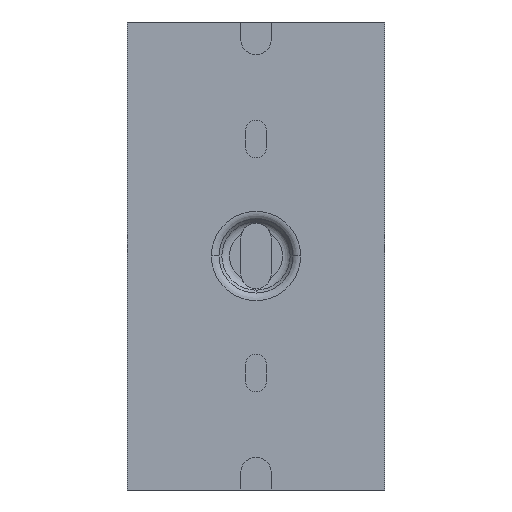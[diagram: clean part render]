
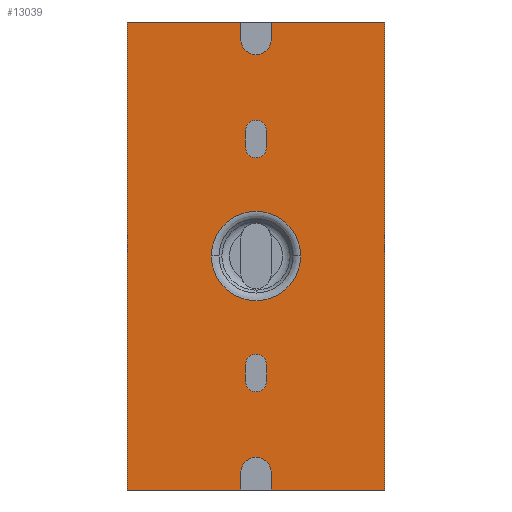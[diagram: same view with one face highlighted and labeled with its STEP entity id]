
A CAD part, front view. The second image highlights one B-rep face of the part: STEP entity #13039.
In plain terms, the highlighted planar face has unit normal (0, -1, 0).
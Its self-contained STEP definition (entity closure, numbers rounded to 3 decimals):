
#3527=DIRECTION('',(0.,0.,1.));
#3528=VECTOR('',#3527,100.);
#3529=CARTESIAN_POINT('',(20.,-72.2,900.));
#3530=LINE('',#3529,#3528);
#3814=DIRECTION('',(-1.,0.,0.));
#3815=VECTOR('',#3814,24.25);
#3816=CARTESIAN_POINT('',(20.,-72.2,1000.));
#3817=LINE('',#3816,#3815);
#3870=DIRECTION('',(-1.,0.,0.));
#3871=VECTOR('',#3870,24.25);
#3872=CARTESIAN_POINT('',(-10.75,-72.2,900.));
#3873=LINE('',#3872,#3871);
#3877=DIRECTION('',(0.,0.,1.));
#3878=VECTOR('',#3877,100.);
#3879=CARTESIAN_POINT('',(-35.,-72.2,900.));
#3880=LINE('',#3879,#3878);
#3884=CARTESIAN_POINT('',(-7.5,-72.2,996.25));
#3885=DIRECTION('',(0.,-1.,0.));
#3886=DIRECTION('',(-1.,0.,0.));
#3887=AXIS2_PLACEMENT_3D('',#3884,#3885,#3886);
#3892=CARTESIAN_POINT('',(-7.5,-72.2,996.25));
#3893=DIRECTION('',(0.,-1.,0.));
#3894=DIRECTION('',(0.,0.,-1.));
#3895=AXIS2_PLACEMENT_3D('',#3892,#3893,#3894);
#3900=DIRECTION('',(-1.,0.,0.));
#3901=VECTOR('',#3900,24.25);
#3902=CARTESIAN_POINT('',(20.,-72.2,900.));
#3903=LINE('',#3902,#3901);
#3907=CARTESIAN_POINT('',(-7.5,-72.2,903.75));
#3908=DIRECTION('',(0.,-1.,0.));
#3909=DIRECTION('',(1.,0.,0.));
#3910=AXIS2_PLACEMENT_3D('',#3907,#3908,#3909);
#3915=CARTESIAN_POINT('',(-7.5,-72.2,903.75));
#3916=DIRECTION('',(0.,-1.,0.));
#3917=DIRECTION('',(0.,0.,1.));
#3918=AXIS2_PLACEMENT_3D('',#3915,#3916,#3917);
#3923=CARTESIAN_POINT('',(-7.5,-72.2,
950.));
#3924=DIRECTION('',(0.,-1.,0.));
#3925=DIRECTION('',(1.,0.,0.));
#3926=AXIS2_PLACEMENT_3D('',#3923,#3924,#3925);
#3931=CARTESIAN_POINT('',(-7.5,-72.2,
950.));
#3932=DIRECTION('',(0.,-1.,0.));
#3933=DIRECTION('',(-1.,0.,0.));
#3934=AXIS2_PLACEMENT_3D('',#3931,#3932,#3933);
#3939=CARTESIAN_POINT('',(-7.5,-72.2,976.75));
#3940=DIRECTION('',(0.,-1.,0.));
#3941=DIRECTION('',(1.,0.,0.));
#3942=AXIS2_PLACEMENT_3D('',#3939,#3940,#3941);
#3947=CARTESIAN_POINT('',(-7.5,-72.2,976.75));
#3948=DIRECTION('',(0.,-1.,0.));
#3949=DIRECTION('',(0.,0.,1.));
#3950=AXIS2_PLACEMENT_3D('',#3947,#3948,#3949);
#3955=CARTESIAN_POINT('',(-7.5,-72.2,973.25));
#3956=DIRECTION('',(0.,-1.,0.));
#3957=DIRECTION('',(-1.,0.,0.));
#3958=AXIS2_PLACEMENT_3D('',#3955,#3956,#3957);
#3963=CARTESIAN_POINT('',(-7.5,-72.2,973.25));
#3964=DIRECTION('',(0.,-1.,0.));
#3965=DIRECTION('',(0.,0.,-1.));
#3966=AXIS2_PLACEMENT_3D('',#3963,#3964,#3965);
#3971=CARTESIAN_POINT('',(-7.5,-72.2,926.75));
#3972=DIRECTION('',(0.,-1.,0.));
#3973=DIRECTION('',(1.,0.,0.));
#3974=AXIS2_PLACEMENT_3D('',#3971,#3972,#3973);
#3979=CARTESIAN_POINT('',(-7.5,-72.2,926.75));
#3980=DIRECTION('',(0.,-1.,0.));
#3981=DIRECTION('',(0.,0.,1.));
#3982=AXIS2_PLACEMENT_3D('',#3979,#3980,#3981);
#3987=CARTESIAN_POINT('',(-7.5,-72.2,923.25));
#3988=DIRECTION('',(0.,-1.,0.));
#3989=DIRECTION('',(-1.,0.,0.));
#3990=AXIS2_PLACEMENT_3D('',#3987,#3988,#3989);
#3995=CARTESIAN_POINT('',(-7.5,-72.2,923.25));
#3996=DIRECTION('',(0.,-1.,0.));
#3997=DIRECTION('',(0.,0.,-1.));
#3998=AXIS2_PLACEMENT_3D('',#3995,#3996,#3997);
#4227=DIRECTION('',(-1.,0.,0.));
#4228=VECTOR('',#4227,24.25);
#4229=CARTESIAN_POINT('',(-10.75,-72.2,1000.));
#4230=LINE('',#4229,#4228);
#7228=DIRECTION('',(0.,0.,1.));
#7229=VECTOR('',#7228,3.75);
#7230=CARTESIAN_POINT('',(-10.75,-72.2,996.25));
#7231=LINE('',#7230,#7229);
#7256=DIRECTION('',(0.,0.,-1.));
#7257=VECTOR('',#7256,3.75);
#7258=CARTESIAN_POINT('',(-4.25,-72.2,1000.));
#7259=LINE('',#7258,#7257);
#7270=DIRECTION('',(0.,0.,1.));
#7271=VECTOR('',#7270,3.75);
#7272=CARTESIAN_POINT('',(-10.75,-72.2,900.));
#7273=LINE('',#7272,#7271);
#7291=DIRECTION('',(0.,0.,-1.));
#7292=VECTOR('',#7291,3.75);
#7293=CARTESIAN_POINT('',(-4.25,-72.2,903.75));
#7294=LINE('',#7293,#7292);
#8837=DIRECTION('',(0.,0.,1.));
#8838=VECTOR('',#8837,3.5);
#8839=CARTESIAN_POINT('',(-9.75,-72.2,973.25));
#8840=LINE('',#8839,#8838);
#8858=DIRECTION('',(0.,0.,-1.));
#8859=VECTOR('',#8858,3.5);
#8860=CARTESIAN_POINT('',(-5.25,-72.2,976.75));
#8861=LINE('',#8860,#8859);
#9327=DIRECTION('',(0.,0.,1.));
#9328=VECTOR('',#9327,3.5);
#9329=CARTESIAN_POINT('',(-9.75,-72.2,923.25));
#9330=LINE('',#9329,#9328);
#9348=DIRECTION('',(0.,0.,-1.));
#9349=VECTOR('',#9348,3.5);
#9350=CARTESIAN_POINT('',(-5.25,-72.2,926.75));
#9351=LINE('',#9350,#9349);
#11301=CARTESIAN_POINT('',(20.,-72.2,1000.));
#11303=VERTEX_POINT('',#11301);
#11378=CARTESIAN_POINT('',(20.,-72.2,900.));
#11379=VERTEX_POINT('',#11378);
#11456=CARTESIAN_POINT('',(-4.25,-72.2,1000.));
#11457=VERTEX_POINT('',#11456);
#11472=CARTESIAN_POINT('',(-10.75,-72.2,900.));
#11473=CARTESIAN_POINT('',(-35.,-72.2,900.));
#11474=VERTEX_POINT('',#11472);
#11475=VERTEX_POINT('',#11473);
#11476=CARTESIAN_POINT('',(-35.,-72.2,1000.));
#11477=VERTEX_POINT('',#11476);
#11478=CARTESIAN_POINT('',(-10.75,-72.2,1000.));
#11479=VERTEX_POINT('',#11478);
#11480=CARTESIAN_POINT('',(-10.75,-72.2,996.25));
#11481=VERTEX_POINT('',#11480);
#11482=CARTESIAN_POINT('',(-7.5,-72.2,993.));
#11483=VERTEX_POINT('',#11482);
#11484=CARTESIAN_POINT('',(-4.25,-72.2,996.25));
#11485=VERTEX_POINT('',#11484);
#11486=CARTESIAN_POINT('',(-4.25,-72.2,900.));
#11487=VERTEX_POINT('',#11486);
#11488=CARTESIAN_POINT('',(-4.25,-72.2,903.75));
#11489=VERTEX_POINT('',#11488);
#11490=CARTESIAN_POINT('',(-7.5,-72.2,907.));
#11491=VERTEX_POINT('',#11490);
#11492=CARTESIAN_POINT('',(-10.75,-72.2,903.75));
#11493=VERTEX_POINT('',#11492);
#11494=CARTESIAN_POINT('',(2.032,-72.2,
950.));
#11495=CARTESIAN_POINT('',(-17.032,-72.2,
950.));
#11496=VERTEX_POINT('',#11494);
#11497=VERTEX_POINT('',#11495);
#11498=CARTESIAN_POINT('',(-5.25,-72.2,976.75));
#11499=CARTESIAN_POINT('',(-5.25,-72.2,973.25));
#11500=VERTEX_POINT('',#11498);
#11501=VERTEX_POINT('',#11499);
#11502=CARTESIAN_POINT('',(-7.5,-72.2,979.));
#11503=VERTEX_POINT('',#11502);
#11504=CARTESIAN_POINT('',(-9.75,-72.2,976.75));
#11505=VERTEX_POINT('',#11504);
#11506=CARTESIAN_POINT('',(-9.75,-72.2,973.25));
#11507=VERTEX_POINT('',#11506);
#11508=CARTESIAN_POINT('',(-7.5,-72.2,971.));
#11509=VERTEX_POINT('',#11508);
#11510=CARTESIAN_POINT('',(-5.25,-72.2,926.75));
#11511=CARTESIAN_POINT('',(-5.25,-72.2,923.25));
#11512=VERTEX_POINT('',#11510);
#11513=VERTEX_POINT('',#11511);
#11514=CARTESIAN_POINT('',(-7.5,-72.2,929.));
#11515=VERTEX_POINT('',#11514);
#11516=CARTESIAN_POINT('',(-9.75,-72.2,926.75));
#11517=VERTEX_POINT('',#11516);
#11518=CARTESIAN_POINT('',(-9.75,-72.2,923.25));
#11519=VERTEX_POINT('',#11518);
#11520=CARTESIAN_POINT('',(-7.5,-72.2,921.));
#11521=VERTEX_POINT('',#11520);
#12972=CARTESIAN_POINT('',(-20.,-72.2,-1000.));
#12973=DIRECTION('',(0.,1.,0.));
#12974=DIRECTION('',(0.,0.,1.));
#12975=AXIS2_PLACEMENT_3D('',#12972,#12973,#12974);
#12976=PLANE('',#12975);
#12978=ORIENTED_EDGE('',*,*,#12977,.T.);
#12980=ORIENTED_EDGE('',*,*,#12979,.T.);
#12982=ORIENTED_EDGE('',*,*,#12981,.F.);
#12984=ORIENTED_EDGE('',*,*,#12983,.F.);
#12986=ORIENTED_EDGE('',*,*,#12985,.T.);
#12988=ORIENTED_EDGE('',*,*,#12987,.T.);
#12990=ORIENTED_EDGE('',*,*,#12989,.F.);
#12991=ORIENTED_EDGE('',*,*,#12940,.F.);
#12992=ORIENTED_EDGE('',*,*,#12841,.F.);
#12994=ORIENTED_EDGE('',*,*,#12993,.T.);
#12996=ORIENTED_EDGE('',*,*,#12995,.F.);
#12998=ORIENTED_EDGE('',*,*,#12997,.T.);
#13000=ORIENTED_EDGE('',*,*,#12999,.T.);
#13002=ORIENTED_EDGE('',*,*,#13001,.F.);
#13003=EDGE_LOOP('',(#12978,#12980,#12982,#12984,#12986,#12988,#12990,#12991,
#12992,#12994,#12996,#12998,#13000,#13002));
#13004=FACE_OUTER_BOUND('',#13003,.F.);
#13006=ORIENTED_EDGE('',*,*,#13005,.T.);
#13008=ORIENTED_EDGE('',*,*,#13007,.T.);
#13009=EDGE_LOOP('',(#13006,#13008));
#13010=FACE_BOUND('',#13009,.F.);
#13012=ORIENTED_EDGE('',*,*,#13011,.F.);
#13014=ORIENTED_EDGE('',*,*,#13013,.T.);
#13016=ORIENTED_EDGE('',*,*,#13015,.T.);
#13018=ORIENTED_EDGE('',*,*,#13017,.F.);
#13020=ORIENTED_EDGE('',*,*,#13019,.T.);
#13022=ORIENTED_EDGE('',*,*,#13021,.T.);
#13023=EDGE_LOOP('',(#13012,#13014,#13016,#13018,#13020,#13022));
#13024=FACE_BOUND('',#13023,.F.);
#13026=ORIENTED_EDGE('',*,*,#13025,.F.);
#13028=ORIENTED_EDGE('',*,*,#13027,.T.);
#13030=ORIENTED_EDGE('',*,*,#13029,.T.);
#13032=ORIENTED_EDGE('',*,*,#13031,.F.);
#13034=ORIENTED_EDGE('',*,*,#13033,.T.);
#13036=ORIENTED_EDGE('',*,*,#13035,.T.);
#13037=EDGE_LOOP('',(#13026,#13028,#13030,#13032,#13034,#13036));
#13038=FACE_BOUND('',#13037,.F.);
#3888=CIRCLE('',#3887,3.25);
#3896=CIRCLE('',#3895,3.25);
#3911=CIRCLE('',#3910,3.25);
#3919=CIRCLE('',#3918,3.25);
#3927=CIRCLE('',#3926,9.532);
#3935=CIRCLE('',#3934,9.532);
#3943=CIRCLE('',#3942,2.25);
#3951=CIRCLE('',#3950,2.25);
#3959=CIRCLE('',#3958,2.25);
#3967=CIRCLE('',#3966,2.25);
#3975=CIRCLE('',#3974,2.25);
#3983=CIRCLE('',#3982,2.25);
#3991=CIRCLE('',#3990,2.25);
#3999=CIRCLE('',#3998,2.25);
#12841=EDGE_CURVE('',#11379,#11303,#3530,.T.);
#12940=EDGE_CURVE('',#11303,#11457,#3817,.T.);
#12977=EDGE_CURVE('',#11474,#11475,#3873,.T.);
#12979=EDGE_CURVE('',#11475,#11477,#3880,.T.);
#12981=EDGE_CURVE('',#11479,#11477,#4230,.T.);
#12983=EDGE_CURVE('',#11481,#11479,#7231,.T.);
#12985=EDGE_CURVE('',#11481,#11483,#3888,.T.);
#12987=EDGE_CURVE('',#11483,#11485,#3896,.T.);
#12989=EDGE_CURVE('',#11457,#11485,#7259,.T.);
#12993=EDGE_CURVE('',#11379,#11487,#3903,.T.);
#12995=EDGE_CURVE('',#11489,#11487,#7294,.T.);
#12997=EDGE_CURVE('',#11489,#11491,#3911,.T.);
#12999=EDGE_CURVE('',#11491,#11493,#3919,.T.);
#13001=EDGE_CURVE('',#11474,#11493,#7273,.T.);
#13005=EDGE_CURVE('',#11496,#11497,#3927,.T.);
#13007=EDGE_CURVE('',#11497,#11496,#3935,.T.);
#13011=EDGE_CURVE('',#11500,#11501,#8861,.T.);
#13013=EDGE_CURVE('',#11500,#11503,#3943,.T.);
#13015=EDGE_CURVE('',#11503,#11505,#3951,.T.);
#13017=EDGE_CURVE('',#11507,#11505,#8840,.T.);
#13019=EDGE_CURVE('',#11507,#11509,#3959,.T.);
#13021=EDGE_CURVE('',#11509,#11501,#3967,.T.);
#13025=EDGE_CURVE('',#11512,#11513,#9351,.T.);
#13027=EDGE_CURVE('',#11512,#11515,#3975,.T.);
#13029=EDGE_CURVE('',#11515,#11517,#3983,.T.);
#13031=EDGE_CURVE('',#11519,#11517,#9330,.T.);
#13033=EDGE_CURVE('',#11519,#11521,#3991,.T.);
#13035=EDGE_CURVE('',#11521,#11513,#3999,.T.);
#13039=ADVANCED_FACE('',(#13004,#13010,#13024,#13038),#12976,.F.);
